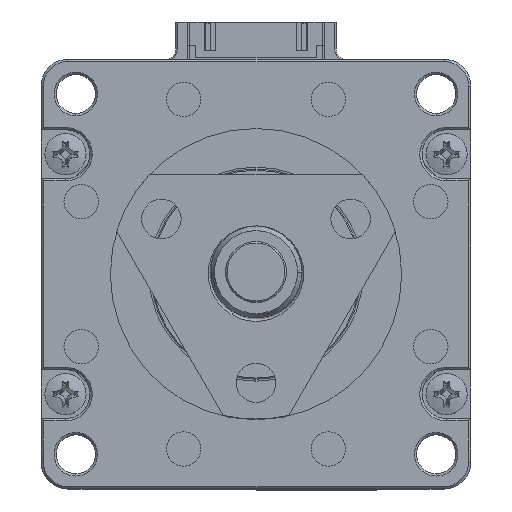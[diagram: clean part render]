
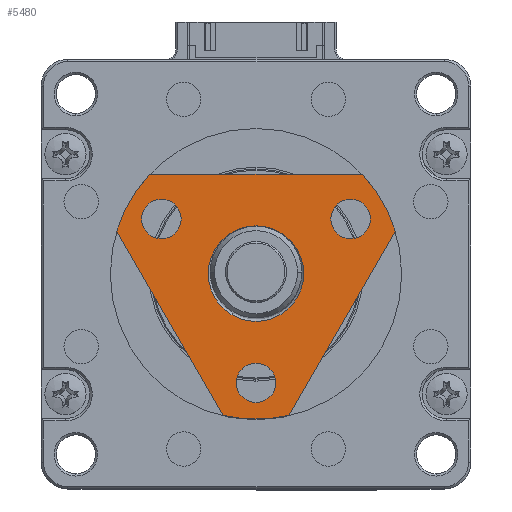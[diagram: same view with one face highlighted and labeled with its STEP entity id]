
A CAD part, top view. The second image highlights one B-rep face of the part: STEP entity #5480.
In plain terms, the highlighted planar face has unit normal (0, 0, 1).
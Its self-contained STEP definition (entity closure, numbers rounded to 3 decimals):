
#210 = EDGE_LOOP ( 'NONE', ( #36389, #36190, #29436, #7169, #1922, #820 ) ) ;
#244 = CARTESIAN_POINT ( 'NONE',  ( 0., 0., 40.4 ) ) ;
#388 = VERTEX_POINT ( 'NONE', #601 ) ;
#601 = CARTESIAN_POINT ( 'NONE',  ( -9.796, 7.145, 40.4 ) ) ;
#820 = ORIENTED_EDGE ( 'NONE', *, *, #39005, .F. ) ;
#921 = CIRCLE ( 'NONE', #33464, 2.58 ) ;
#1514 = LINE ( 'NONE', #2164, #38205 ) ;
#1581 = ORIENTED_EDGE ( 'NONE', *, *, #6479, .F. ) ;
#1887 = EDGE_CURVE ( 'NONE', #36255, #32205, #39588, .T. ) ;
#1922 = ORIENTED_EDGE ( 'NONE', *, *, #5278, .F. ) ;
#2043 = CARTESIAN_POINT ( 'NONE',  ( 18.221, 5.559, 40.4 ) ) ;
#2053 = AXIS2_PLACEMENT_3D ( 'NONE', #23927, #9547, #2742 ) ;
#2164 = CARTESIAN_POINT ( 'NONE',  ( 18.221, 5.559, 40.4 ) ) ;
#2742 = DIRECTION ( 'NONE',  ( -1., 0., 0. ) ) ;
#2972 = DIRECTION ( 'NONE',  ( 1., 0., 0. ) ) ;
#3056 = DIRECTION ( 'NONE',  ( -1., 0., 0. ) ) ;
#3579 = CARTESIAN_POINT ( 'NONE',  ( 12.376, 7.145, 40.4 ) ) ;
#3768 = FACE_OUTER_BOUND ( 'NONE', #210, .T. ) ;
#3923 = VERTEX_POINT ( 'NONE', #45545 ) ;
#3974 = DIRECTION ( 'NONE',  ( 1., 0., 0. ) ) ;
#5278 = EDGE_CURVE ( 'NONE', #23046, #14111, #31098, .T. ) ;
#5360 = AXIS2_PLACEMENT_3D ( 'NONE', #44929, #27250, #41359 ) ;
#5417 = DIRECTION ( 'NONE',  ( 0., 0., -1. ) ) ;
#5480 = ADVANCED_FACE ( 'NONE', ( #24971, #13228, #35496, #44342, #3768 ), #6686, .F. ) ;
#6479 = EDGE_CURVE ( 'NONE', #41622, #12837, #27082, .T. ) ;
#6686 = PLANE ( 'NONE',  #31349 ) ;
#6920 = EDGE_CURVE ( 'NONE', #22593, #23950, #19268, .T. ) ;
#7169 = ORIENTED_EDGE ( 'NONE', *, *, #24250, .F. ) ;
#7185 = AXIS2_PLACEMENT_3D ( 'NONE', #10619, #17811, #20633 ) ;
#7230 = ORIENTED_EDGE ( 'NONE', *, *, #23244, .F. ) ;
#8517 = AXIS2_PLACEMENT_3D ( 'NONE', #42206, #28112, #3056 ) ;
#8822 = AXIS2_PLACEMENT_3D ( 'NONE', #40291, #44151, #40735 ) ;
#8977 = DIRECTION ( 'NONE',  ( 1., 0., 0. ) ) ;
#9547 = DIRECTION ( 'NONE',  ( 0., 0., 1. ) ) ;
#9668 = DIRECTION ( 'NONE',  ( -1., 0., 0. ) ) ;
#9814 = EDGE_CURVE ( 'NONE', #32205, #36255, #16840, .T. ) ;
#10619 = CARTESIAN_POINT ( 'NONE',  ( 0., -14.29, 40.4 ) ) ;
#10643 = DIRECTION ( 'NONE',  ( 0., 0., -1. ) ) ;
#11743 = CARTESIAN_POINT ( 'NONE',  ( 2.58, -14.29, 40.4 ) ) ;
#12837 = VERTEX_POINT ( 'NONE', #38038 ) ;
#13228 = FACE_BOUND ( 'NONE', #42034, .T. ) ;
#14111 = VERTEX_POINT ( 'NONE', #38674 ) ;
#14594 = DIRECTION ( 'NONE',  ( 0., 0., 1. ) ) ;
#16569 = EDGE_CURVE ( 'NONE', #23950, #24623, #43364, .T. ) ;
#16648 = CARTESIAN_POINT ( 'NONE',  ( 0., 13., 40.4 ) ) ;
#16840 = CIRCLE ( 'NONE', #27853, 6.25 ) ;
#17131 = ORIENTED_EDGE ( 'NONE', *, *, #18765, .F. ) ;
#17811 = DIRECTION ( 'NONE',  ( 0., 0., 1. ) ) ;
#17927 = CARTESIAN_POINT ( 'NONE',  ( 6.25, 0., 40.4 ) ) ;
#18320 = CIRCLE ( 'NONE', #5360, 2.58 ) ;
#18765 = EDGE_CURVE ( 'NONE', #3923, #37657, #18320, .T. ) ;
#19268 = LINE ( 'NONE', #16648, #29867 ) ;
#19302 = AXIS2_PLACEMENT_3D ( 'NONE', #30967, #5417, #8977 ) ;
#20284 = AXIS2_PLACEMENT_3D ( 'NONE', #24165, #23546, #20419 ) ;
#20419 = DIRECTION ( 'NONE',  ( 1., 0., 0. ) ) ;
#20438 = EDGE_CURVE ( 'NONE', #37657, #3923, #921, .T. ) ;
#20633 = DIRECTION ( 'NONE',  ( -1., 0., 0. ) ) ;
#21433 = CIRCLE ( 'NONE', #19302, 19.05 ) ;
#22257 = ORIENTED_EDGE ( 'NONE', *, *, #20438, .F. ) ;
#22593 = VERTEX_POINT ( 'NONE', #34254 ) ;
#22694 = VERTEX_POINT ( 'NONE', #42424 ) ;
#23046 = VERTEX_POINT ( 'NONE', #30553 ) ;
#23194 = DIRECTION ( 'NONE',  ( -0.5, -0.866, 0. ) ) ;
#23244 = EDGE_CURVE ( 'NONE', #388, #25124, #38231, .T. ) ;
#23546 = DIRECTION ( 'NONE',  ( 0., 0., -1. ) ) ;
#23768 = CARTESIAN_POINT ( 'NONE',  ( 9.796, 7.145, 40.4 ) ) ;
#23927 = CARTESIAN_POINT ( 'NONE',  ( 0., -14.29, 40.4 ) ) ;
#23950 = VERTEX_POINT ( 'NONE', #37054 ) ;
#24165 = CARTESIAN_POINT ( 'NONE',  ( 0., 0., 40.4 ) ) ;
#24250 = EDGE_CURVE ( 'NONE', #14111, #22694, #28174, .T. ) ;
#24594 = ORIENTED_EDGE ( 'NONE', *, *, #26384, .F. ) ;
#24623 = VERTEX_POINT ( 'NONE', #2043 ) ;
#24971 = FACE_BOUND ( 'NONE', #42284, .T. ) ;
#25124 = VERTEX_POINT ( 'NONE', #40678 ) ;
#26384 = EDGE_CURVE ( 'NONE', #12837, #41622, #27475, .T. ) ;
#27082 = CIRCLE ( 'NONE', #7185, 2.58 ) ;
#27250 = DIRECTION ( 'NONE',  ( 0., 0., 1. ) ) ;
#27475 = CIRCLE ( 'NONE', #2053, 2.58 ) ;
#27853 = AXIS2_PLACEMENT_3D ( 'NONE', #36965, #14594, #36808 ) ;
#27918 = EDGE_CURVE ( 'NONE', #25124, #388, #42695, .T. ) ;
#28048 = CARTESIAN_POINT ( 'NONE',  ( -4.296, -18.559, 40.4 ) ) ;
#28112 = DIRECTION ( 'NONE',  ( 0., 0., 1. ) ) ;
#28174 = LINE ( 'NONE', #28048, #43696 ) ;
#29278 = CARTESIAN_POINT ( 'NONE',  ( -6.25, 0., 40.4 ) ) ;
#29436 = ORIENTED_EDGE ( 'NONE', *, *, #44892, .F. ) ;
#29867 = VECTOR ( 'NONE', #2972, 1000. ) ;
#30553 = CARTESIAN_POINT ( 'NONE',  ( 4.296, -18.559, 40.4 ) ) ;
#30967 = CARTESIAN_POINT ( 'NONE',  ( 0., 0., 40.4 ) ) ;
#31098 = CIRCLE ( 'NONE', #20284, 19.05 ) ;
#31349 = AXIS2_PLACEMENT_3D ( 'NONE', #42722, #39011, #32072 ) ;
#32072 = DIRECTION ( 'NONE',  ( -1., 0., 0. ) ) ;
#32205 = VERTEX_POINT ( 'NONE', #17927 ) ;
#33088 = EDGE_LOOP ( 'NONE', ( #24594, #1581 ) ) ;
#33464 = AXIS2_PLACEMENT_3D ( 'NONE', #3579, #42728, #35467 ) ;
#33779 = ORIENTED_EDGE ( 'NONE', *, *, #27918, .F. ) ;
#34254 = CARTESIAN_POINT ( 'NONE',  ( -13.925, 13., 40.4 ) ) ;
#35467 = DIRECTION ( 'NONE',  ( -1., 0., 0. ) ) ;
#35496 = FACE_BOUND ( 'NONE', #44087, .T. ) ;
#36190 = ORIENTED_EDGE ( 'NONE', *, *, #6920, .F. ) ;
#36255 = VERTEX_POINT ( 'NONE', #29278 ) ;
#36389 = ORIENTED_EDGE ( 'NONE', *, *, #16569, .F. ) ;
#36808 = DIRECTION ( 'NONE',  ( 1., 0., 0. ) ) ;
#36965 = CARTESIAN_POINT ( 'NONE',  ( 0., 0., 40.4 ) ) ;
#37054 = CARTESIAN_POINT ( 'NONE',  ( 13.925, 13., 40.4 ) ) ;
#37657 = VERTEX_POINT ( 'NONE', #23768 ) ;
#37804 = CARTESIAN_POINT ( 'NONE',  ( -12.376, 7.145, 40.4 ) ) ;
#38038 = CARTESIAN_POINT ( 'NONE',  ( -2.58, -14.29, 40.4 ) ) ;
#38205 = VECTOR ( 'NONE', #23194, 1000. ) ;
#38231 = CIRCLE ( 'NONE', #8517, 2.58 ) ;
#38674 = CARTESIAN_POINT ( 'NONE',  ( -4.296, -18.559, 40.4 ) ) ;
#38937 = ORIENTED_EDGE ( 'NONE', *, *, #1887, .F. ) ;
#39005 = EDGE_CURVE ( 'NONE', #24623, #23046, #1514, .T. ) ;
#39011 = DIRECTION ( 'NONE',  ( 0., 0., -1. ) ) ;
#39197 = DIRECTION ( 'NONE',  ( -0.5, 0.866, 0. ) ) ;
#39588 = CIRCLE ( 'NONE', #8822, 6.25 ) ;
#40291 = CARTESIAN_POINT ( 'NONE',  ( 0., 0., 40.4 ) ) ;
#40678 = CARTESIAN_POINT ( 'NONE',  ( -14.956, 7.145, 40.4 ) ) ;
#40735 = DIRECTION ( 'NONE',  ( 1., 0., 0. ) ) ;
#41359 = DIRECTION ( 'NONE',  ( -1., 0., 0. ) ) ;
#41622 = VERTEX_POINT ( 'NONE', #11743 ) ;
#41935 = ORIENTED_EDGE ( 'NONE', *, *, #9814, .F. ) ;
#42034 = EDGE_LOOP ( 'NONE', ( #33779, #7230 ) ) ;
#42206 = CARTESIAN_POINT ( 'NONE',  ( -12.376, 7.145, 40.4 ) ) ;
#42273 = AXIS2_PLACEMENT_3D ( 'NONE', #37804, #44646, #9668 ) ;
#42284 = EDGE_LOOP ( 'NONE', ( #41935, #38937 ) ) ;
#42424 = CARTESIAN_POINT ( 'NONE',  ( -18.221, 5.559, 40.4 ) ) ;
#42695 = CIRCLE ( 'NONE', #42273, 2.58 ) ;
#42722 = CARTESIAN_POINT ( 'NONE',  ( 0., 0., 40.4 ) ) ;
#42728 = DIRECTION ( 'NONE',  ( 0., 0., 1. ) ) ;
#43364 = CIRCLE ( 'NONE', #44647, 19.05 ) ;
#43696 = VECTOR ( 'NONE', #39197, 1000. ) ;
#44087 = EDGE_LOOP ( 'NONE', ( #22257, #17131 ) ) ;
#44151 = DIRECTION ( 'NONE',  ( 0., 0., 1. ) ) ;
#44342 = FACE_BOUND ( 'NONE', #33088, .T. ) ;
#44646 = DIRECTION ( 'NONE',  ( 0., 0., 1. ) ) ;
#44647 = AXIS2_PLACEMENT_3D ( 'NONE', #244, #10643, #3974 ) ;
#44892 = EDGE_CURVE ( 'NONE', #22694, #22593, #21433, .T. ) ;
#44929 = CARTESIAN_POINT ( 'NONE',  ( 12.376, 7.145, 40.4 ) ) ;
#45545 = CARTESIAN_POINT ( 'NONE',  ( 14.956, 7.145, 40.4 ) ) ;
